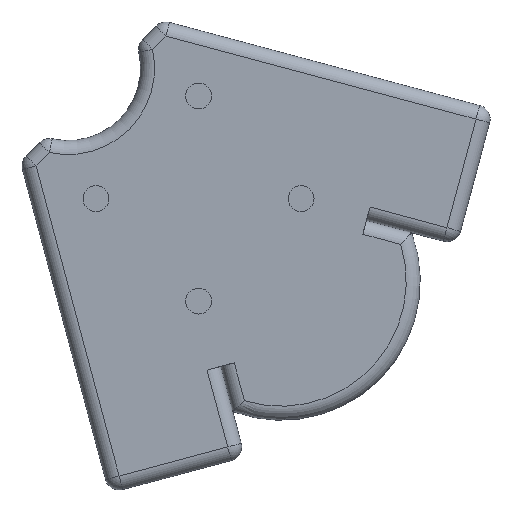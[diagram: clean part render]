
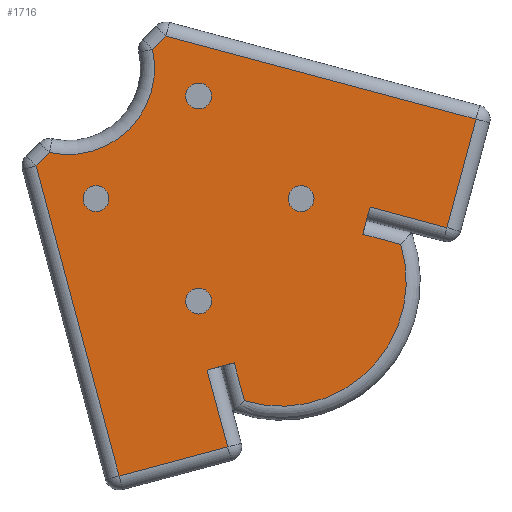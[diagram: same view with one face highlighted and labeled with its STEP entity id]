
A CAD part, front view. The second image highlights one B-rep face of the part: STEP entity #1716.
In plain terms, the highlighted face is planar.
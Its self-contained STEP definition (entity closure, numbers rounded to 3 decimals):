
#25=FACE_BOUND('',#323,.T.);
#26=FACE_BOUND('',#324,.T.);
#27=FACE_BOUND('',#325,.T.);
#28=FACE_BOUND('',#326,.T.);
#78=PLANE('',#1939);
#202=FACE_OUTER_BOUND('',#322,.T.);
#322=EDGE_LOOP('',(#1440,#1441,#1442,#1443,#1444,#1445,#1446,#1447,#1448,
#1449,#1450,#1451,#1452,#1453));
#323=EDGE_LOOP('',(#1454));
#324=EDGE_LOOP('',(#1455));
#325=EDGE_LOOP('',(#1456));
#326=EDGE_LOOP('',(#1457));
#430=LINE('',#3127,#538);
#432=LINE('',#3136,#540);
#433=LINE('',#3142,#541);
#435=LINE('',#3161,#543);
#443=LINE('',#3184,#551);
#444=LINE('',#3191,#552);
#447=LINE('',#3201,#555);
#448=LINE('',#3202,#556);
#449=LINE('',#3204,#557);
#450=LINE('',#3205,#558);
#451=LINE('',#3207,#559);
#452=LINE('',#3210,#560);
#538=VECTOR('',#2349,10.);
#540=VECTOR('',#2357,10.);
#541=VECTOR('',#2364,10.);
#543=VECTOR('',#2396,10.);
#551=VECTOR('',#2418,10.);
#552=VECTOR('',#2425,10.);
#555=VECTOR('',#2434,10.);
#556=VECTOR('',#2435,10.);
#557=VECTOR('',#2436,10.);
#558=VECTOR('',#2437,10.);
#559=VECTOR('',#2438,10.);
#560=VECTOR('',#2441,10.);
#644=CIRCLE('',#1887,2.75);
#646=CIRCLE('',#1891,2.75);
#648=CIRCLE('',#1895,2.75);
#650=CIRCLE('',#1899,2.75);
#660=CIRCLE('',#1917,18.5);
#672=CIRCLE('',#1940,26.724);
#787=VERTEX_POINT('',#3081);
#789=VERTEX_POINT('',#3088);
#791=VERTEX_POINT('',#3095);
#793=VERTEX_POINT('',#3102);
#800=VERTEX_POINT('',#3124);
#801=VERTEX_POINT('',#3126);
#804=VERTEX_POINT('',#3133);
#805=VERTEX_POINT('',#3135);
#807=VERTEX_POINT('',#3140);
#809=VERTEX_POINT('',#3160);
#816=VERTEX_POINT('',#3182);
#817=VERTEX_POINT('',#3183);
#819=VERTEX_POINT('',#3189);
#820=VERTEX_POINT('',#3190);
#824=VERTEX_POINT('',#3200);
#825=VERTEX_POINT('',#3203);
#826=VERTEX_POINT('',#3206);
#827=VERTEX_POINT('',#3208);
#986=EDGE_CURVE('',#787,#787,#644,.T.);
#989=EDGE_CURVE('',#789,#789,#646,.T.);
#992=EDGE_CURVE('',#791,#791,#648,.T.);
#995=EDGE_CURVE('',#793,#793,#650,.T.);
#1007=EDGE_CURVE('',#800,#801,#430,.T.);
#1011=EDGE_CURVE('',#804,#805,#432,.T.);
#1014=EDGE_CURVE('',#807,#804,#433,.T.);
#1019=EDGE_CURVE('',#801,#807,#660,.T.);
#1024=EDGE_CURVE('',#809,#800,#435,.T.);
#1035=EDGE_CURVE('',#816,#817,#443,.T.);
#1038=EDGE_CURVE('',#819,#820,#444,.T.);
#1043=EDGE_CURVE('',#820,#824,#447,.T.);
#1044=EDGE_CURVE('',#805,#819,#448,.T.);
#1045=EDGE_CURVE('',#825,#809,#449,.T.);
#1046=EDGE_CURVE('',#817,#825,#450,.T.);
#1047=EDGE_CURVE('',#826,#816,#451,.T.);
#1048=EDGE_CURVE('',#827,#826,#672,.T.);
#1049=EDGE_CURVE('',#824,#827,#452,.T.);
#1440=ORIENTED_EDGE('',*,*,#1043,.F.);
#1441=ORIENTED_EDGE('',*,*,#1038,.F.);
#1442=ORIENTED_EDGE('',*,*,#1044,.F.);
#1443=ORIENTED_EDGE('',*,*,#1011,.F.);
#1444=ORIENTED_EDGE('',*,*,#1014,.F.);
#1445=ORIENTED_EDGE('',*,*,#1019,.F.);
#1446=ORIENTED_EDGE('',*,*,#1007,.F.);
#1447=ORIENTED_EDGE('',*,*,#1024,.F.);
#1448=ORIENTED_EDGE('',*,*,#1045,.F.);
#1449=ORIENTED_EDGE('',*,*,#1046,.F.);
#1450=ORIENTED_EDGE('',*,*,#1035,.F.);
#1451=ORIENTED_EDGE('',*,*,#1047,.F.);
#1452=ORIENTED_EDGE('',*,*,#1048,.F.);
#1453=ORIENTED_EDGE('',*,*,#1049,.F.);
#1454=ORIENTED_EDGE('',*,*,#995,.T.);
#1455=ORIENTED_EDGE('',*,*,#992,.T.);
#1456=ORIENTED_EDGE('',*,*,#989,.T.);
#1457=ORIENTED_EDGE('',*,*,#986,.T.);
#1716=ADVANCED_FACE('',(#202,#25,#26,#27,#28),#78,.F.);
#1887=AXIS2_PLACEMENT_3D('',#3082,#2299,#2300);
#1891=AXIS2_PLACEMENT_3D('',#3089,#2308,#2309);
#1895=AXIS2_PLACEMENT_3D('',#3096,#2317,#2318);
#1899=AXIS2_PLACEMENT_3D('',#3103,#2326,#2327);
#1917=AXIS2_PLACEMENT_3D('',#3150,#2376,#2377);
#1939=AXIS2_PLACEMENT_3D('',#3199,#2432,#2433);
#1940=AXIS2_PLACEMENT_3D('',#3209,#2439,#2440);
#2299=DIRECTION('center_axis',(0.,-1.,0.));
#2300=DIRECTION('ref_axis',(-1.,0.,0.));
#2308=DIRECTION('center_axis',(0.,-1.,0.));
#2309=DIRECTION('ref_axis',(-1.,0.,0.));
#2317=DIRECTION('center_axis',(0.,-1.,0.));
#2318=DIRECTION('ref_axis',(-1.,0.,0.));
#2326=DIRECTION('center_axis',(0.,-1.,0.));
#2327=DIRECTION('ref_axis',(-1.,0.,0.));
#2349=DIRECTION('',(-0.707,0.,0.707));
#2357=DIRECTION('',(-0.966,0.,-0.259));
#2364=DIRECTION('',(-0.707,0.,0.707));
#2376=DIRECTION('center_axis',(0.,1.,0.));
#2377=DIRECTION('ref_axis',(-0.707,0.,-0.707));
#2396=DIRECTION('',(0.259,0.,0.966));
#2418=DIRECTION('',(0.966,0.,-0.259));
#2425=DIRECTION('',(0.966,0.,0.259));
#2432=DIRECTION('center_axis',(0.,-1.,0.));
#2433=DIRECTION('ref_axis',(-1.,0.,0.));
#2434=DIRECTION('',(0.259,0.,-0.966));
#2435=DIRECTION('',(0.259,0.,-0.966));
#2436=DIRECTION('',(0.966,0.,-0.259));
#2437=DIRECTION('',(-0.259,0.,-0.966));
#2438=DIRECTION('',(0.259,0.,0.966));
#2439=DIRECTION('center_axis',(0.,-1.,0.));
#2440=DIRECTION('ref_axis',(-0.707,0.,-0.707));
#2441=DIRECTION('',(-0.966,0.,-0.259));
#3081=CARTESIAN_POINT('',(33.581,60.,-6.011));
#3082=CARTESIAN_POINT('Origin',(30.831,60.,-6.011));
#3088=CARTESIAN_POINT('',(11.689,60.,-27.904));
#3089=CARTESIAN_POINT('Origin',(8.939,60.,-27.904));
#3095=CARTESIAN_POINT('',(55.473,60.,-27.904));
#3096=CARTESIAN_POINT('Origin',(52.723,60.,-27.904));
#3102=CARTESIAN_POINT('',(33.581,60.,-49.796));
#3103=CARTESIAN_POINT('Origin',(30.831,60.,-49.796));
#3124=CARTESIAN_POINT('',(65.558,60.,-20.897));
#3126=CARTESIAN_POINT('',(62.726,60.,-18.064));
#3127=CARTESIAN_POINT('',(56.596,60.,-11.934));
#3133=CARTESIAN_POINT('',(37.838,60.,6.824));
#3135=CARTESIAN_POINT('',(-28.407,60.,-10.926));
#3136=CARTESIAN_POINT('',(47.57,60.,9.432));
#3140=CARTESIAN_POINT('',(40.67,60.,3.992));
#3142=CARTESIAN_POINT('',(44.156,60.,0.506));
#3150=CARTESIAN_POINT('Origin',(58.734,60.,0.));
#3160=CARTESIAN_POINT('',(47.808,60.,-87.141));
#3161=CARTESIAN_POINT('',(62.561,60.,-32.084));
#3182=CARTESIAN_POINT('',(23.23,60.,-62.956));
#3183=CARTESIAN_POINT('',(29.026,60.,-64.509));
#3184=CARTESIAN_POINT('',(33.373,60.,-65.674));
#3189=CARTESIAN_POINT('',(-22.195,60.,-34.108));
#3190=CARTESIAN_POINT('',(-5.775,60.,-29.708));
#3191=CARTESIAN_POINT('',(49.292,60.,-14.953));
#3199=CARTESIAN_POINT('Origin',(58.734,60.,0.));
#3200=CARTESIAN_POINT('',(-4.222,60.,-35.504));
#3201=CARTESIAN_POINT('',(-10.822,60.,-10.873));
#3202=CARTESIAN_POINT('',(-28.278,60.,-11.409));
#3203=CARTESIAN_POINT('',(24.626,60.,-80.93));
#3204=CARTESIAN_POINT('',(25.109,60.,-81.059));
#3205=CARTESIAN_POINT('',(38.605,60.,-28.76));
#3206=CARTESIAN_POINT('',(21.057,60.,-71.066));
#3207=CARTESIAN_POINT('',(32.289,60.,-29.149));
#3208=CARTESIAN_POINT('',(-12.332,60.,-37.677));
#3209=CARTESIAN_POINT('Origin',(13.216,60.,-45.518));
#3210=CARTESIAN_POINT('',(24.756,60.,-27.739));
